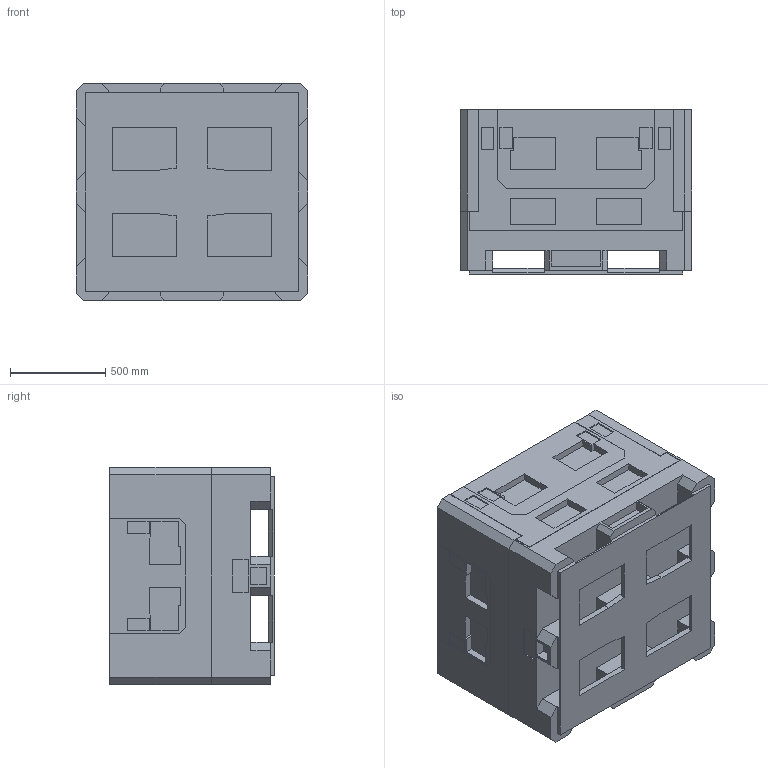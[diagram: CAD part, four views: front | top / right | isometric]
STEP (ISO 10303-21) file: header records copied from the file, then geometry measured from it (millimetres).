
FILE_DESCRIPTION((''),'2;1');
FILE_NAME('112837WSM_ASM','2025-06-20T15:13:21',('SYSTEM'),(''),'CREO PARAMETRIC BY PTC INC, 2023294','CREO PARAMETRIC BY PTC INC, 2023294','');
FILE_SCHEMA(('CONFIG_CONTROL_DESIGN'));
Length unit declared in the file: inch
Products named in the file (8): 109283SM; 109380SM; 109957SM; 109956SM; 109379SM; 109381SM; 109382SM; 112837WSM_ASM
Assembly tree (7 placements, depth 2):
  112837WSM_ASM
    109283SM
    109380SM
    109957SM
    109956SM
    109379SM
    109381SM
    109382SM
Bounding box: 1219.2 x 864.26 x 1143 mm (x, y, z)
Volume: 212629627.6 mm3; surface area: 13523318.6 mm2
Topology: 7 solids, 7 shells, 1006 faces, 2881 edges, 1906 vertices
Faces by surface type: plane 810, cylinder 174, extrusion 22
Entity records: 35596 total; most frequent: CARTESIAN_POINT 9815, ORIENTED_EDGE 5760, DIRECTION 4527, EDGE_CURVE 2880, VECTOR 2511, LINE 2489, VERTEX_POINT 1904, EDGE_LOOP 1046
